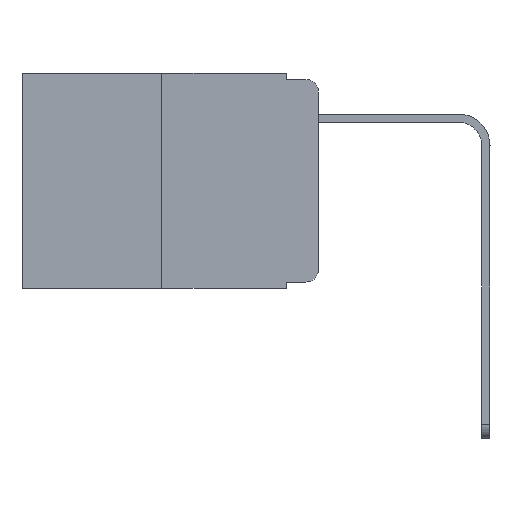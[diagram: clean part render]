
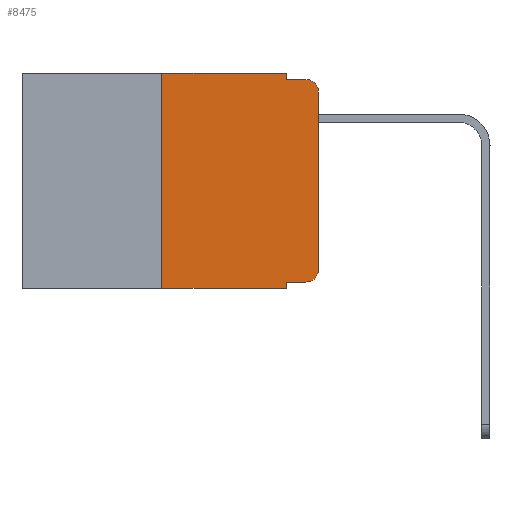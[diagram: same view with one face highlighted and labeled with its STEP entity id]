
A CAD part, left-side view. The second image highlights one B-rep face of the part: STEP entity #8475.
In plain terms, the highlighted planar face has unit normal (-1, 0, 0).
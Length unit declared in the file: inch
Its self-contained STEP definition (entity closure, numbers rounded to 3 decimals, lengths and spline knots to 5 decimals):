
#18 = CARTESIAN_POINT ( 'NONE',  ( 0., 0., -0.03 ) ) ;
#142 = CARTESIAN_POINT ( 'NONE',  ( 0., 0.051, 0. ) ) ;
#274 = CARTESIAN_POINT ( 'NONE',  ( 0., 0.051, -0.01 ) ) ;
#387 = VECTOR ( 'NONE', #6399, 39.37008 ) ;
#478 = VECTOR ( 'NONE', #6539, 39.37008 ) ;
#531 = VECTOR ( 'NONE', #5272, 39.37008 ) ;
#732 = CARTESIAN_POINT ( 'NONE',  ( 0., 0.051, -0.343 ) ) ;
#767 = DIRECTION ( 'NONE',  ( -1., 0., 0. ) ) ;
#838 = CARTESIAN_POINT ( 'NONE',  ( 0., 0.051, -0.01 ) ) ;
#1012 = CIRCLE ( 'NONE', #11072, 0.02 ) ;
#1053 = CARTESIAN_POINT ( 'NONE',  ( 0., 0.473, 0. ) ) ;
#1112 = EDGE_CURVE ( 'NONE', #1822, #11151, #5584, .T. ) ;
#1143 = ORIENTED_EDGE ( 'NONE', *, *, #4859, .F. ) ;
#1239 = VECTOR ( 'NONE', #6524, 39.37008 ) ;
#1298 = EDGE_CURVE ( 'NONE', #9459, #7133, #7032, .T. ) ;
#1466 = LINE ( 'NONE', #6744, #3784 ) ;
#1550 = CARTESIAN_POINT ( 'NONE',  ( 0., 0.473, 0. ) ) ;
#1565 = DIRECTION ( 'NONE',  ( -1., 0., 0. ) ) ;
#1587 = EDGE_CURVE ( 'NONE', #7917, #3086, #2385, .T. ) ;
#1630 = DIRECTION ( 'NONE',  ( 0., 0., -1. ) ) ;
#1725 = LINE ( 'NONE', #10019, #7044 ) ;
#1726 = AXIS2_PLACEMENT_3D ( 'NONE', #10643, #1565, #1630 ) ;
#1822 = VERTEX_POINT ( 'NONE', #8504 ) ;
#2385 = LINE ( 'NONE', #838, #1239 ) ;
#2734 = CARTESIAN_POINT ( 'NONE',  ( 0., 0.25, -0.343 ) ) ;
#3086 = VERTEX_POINT ( 'NONE', #3110 ) ;
#3110 = CARTESIAN_POINT ( 'NONE',  ( 0., 0.02, -0.01 ) ) ;
#3450 = CARTESIAN_POINT ( 'NONE',  ( 0., 0.473, -0.343 ) ) ;
#3510 = ORIENTED_EDGE ( 'NONE', *, *, #8657, .F. ) ;
#3784 = VECTOR ( 'NONE', #7690, 39.37008 ) ;
#3841 = LINE ( 'NONE', #3450, #531 ) ;
#3932 = LINE ( 'NONE', #5759, #6686 ) ;
#4351 = CARTESIAN_POINT ( 'NONE',  ( 0., 0., 0. ) ) ;
#4629 = DIRECTION ( 'NONE',  ( 0., 0., 1. ) ) ;
#4705 = VECTOR ( 'NONE', #9776, 39.37008 ) ;
#4859 = EDGE_CURVE ( 'NONE', #10897, #1822, #1725, .T. ) ;
#5081 = ORIENTED_EDGE ( 'NONE', *, *, #8029, .T. ) ;
#5272 = DIRECTION ( 'NONE',  ( 0., -1., 0. ) ) ;
#5378 = LINE ( 'NONE', #142, #478 ) ;
#5382 = EDGE_CURVE ( 'NONE', #10897, #8295, #3841, .T. ) ;
#5444 = ORIENTED_EDGE ( 'NONE', *, *, #1298, .T. ) ;
#5507 = CARTESIAN_POINT ( 'NONE',  ( 0., 0.02, -0.03 ) ) ;
#5584 = LINE ( 'NONE', #1053, #387 ) ;
#5759 = CARTESIAN_POINT ( 'NONE',  ( 0., 0.051, -0.333 ) ) ;
#5838 = ORIENTED_EDGE ( 'NONE', *, *, #1112, .F. ) ;
#6125 = DIRECTION ( 'NONE',  ( 0., 0., -1. ) ) ;
#6249 = VERTEX_POINT ( 'NONE', #7075 ) ;
#6272 = VERTEX_POINT ( 'NONE', #10721 ) ;
#6393 = CIRCLE ( 'NONE', #1726, 0.02 ) ;
#6399 = DIRECTION ( 'NONE',  ( 0., -1., 0. ) ) ;
#6429 = DIRECTION ( 'NONE',  ( 0., 0., -1. ) ) ;
#6524 = DIRECTION ( 'NONE',  ( 0., -1., 0. ) ) ;
#6539 = DIRECTION ( 'NONE',  ( 0., 0., -1. ) ) ;
#6686 = VECTOR ( 'NONE', #11375, 39.37008 ) ;
#6703 = CARTESIAN_POINT ( 'NONE',  ( 0., 0.051, 0. ) ) ;
#6727 = CARTESIAN_POINT ( 'NONE',  ( 0., 0., -0.313 ) ) ;
#6744 = CARTESIAN_POINT ( 'NONE',  ( 0., 0.051, 0. ) ) ;
#6979 = AXIS2_PLACEMENT_3D ( 'NONE', #1550, #11610, #6125 ) ;
#7032 = LINE ( 'NONE', #4351, #4705 ) ;
#7044 = VECTOR ( 'NONE', #4629, 39.37008 ) ;
#7075 = CARTESIAN_POINT ( 'NONE',  ( 0., 0.02, -0.333 ) ) ;
#7133 = VERTEX_POINT ( 'NONE', #18 ) ;
#7690 = DIRECTION ( 'NONE',  ( 0., 0., -1. ) ) ;
#7733 = ORIENTED_EDGE ( 'NONE', *, *, #10882, .T. ) ;
#7917 = VERTEX_POINT ( 'NONE', #274 ) ;
#7952 = PLANE ( 'NONE',  #6979 ) ;
#8029 = EDGE_CURVE ( 'NONE', #6272, #6249, #3932, .T. ) ;
#8176 = EDGE_CURVE ( 'NONE', #6249, #9459, #6393, .T. ) ;
#8295 = VERTEX_POINT ( 'NONE', #732 ) ;
#8331 = ORIENTED_EDGE ( 'NONE', *, *, #1587, .F. ) ;
#8475 = ADVANCED_FACE ( 'NONE', ( #9528 ), #7952, .F. ) ;
#8504 = CARTESIAN_POINT ( 'NONE',  ( 0., 0.25, 0. ) ) ;
#8657 = EDGE_CURVE ( 'NONE', #6272, #8295, #5378, .T. ) ;
#8886 = ORIENTED_EDGE ( 'NONE', *, *, #8176, .T. ) ;
#8908 = EDGE_CURVE ( 'NONE', #11151, #7917, #1466, .T. ) ;
#9459 = VERTEX_POINT ( 'NONE', #6727 ) ;
#9528 = FACE_OUTER_BOUND ( 'NONE', #10980, .T. ) ;
#9776 = DIRECTION ( 'NONE',  ( 0., 0., 1. ) ) ;
#10019 = CARTESIAN_POINT ( 'NONE',  ( 0., 0.25, 0. ) ) ;
#10545 = ORIENTED_EDGE ( 'NONE', *, *, #5382, .T. ) ;
#10643 = CARTESIAN_POINT ( 'NONE',  ( 0., 0.02, -0.313 ) ) ;
#10721 = CARTESIAN_POINT ( 'NONE',  ( 0., 0.051, -0.333 ) ) ;
#10882 = EDGE_CURVE ( 'NONE', #7133, #3086, #1012, .T. ) ;
#10897 = VERTEX_POINT ( 'NONE', #2734 ) ;
#10980 = EDGE_LOOP ( 'NONE', ( #5444, #7733, #8331, #11757, #5838, #1143, #10545, #3510, #5081, #8886 ) ) ;
#11072 = AXIS2_PLACEMENT_3D ( 'NONE', #5507, #767, #6429 ) ;
#11151 = VERTEX_POINT ( 'NONE', #6703 ) ;
#11375 = DIRECTION ( 'NONE',  ( 0., -1., 0. ) ) ;
#11610 = DIRECTION ( 'NONE',  ( 1., 0., 0. ) ) ;
#11757 = ORIENTED_EDGE ( 'NONE', *, *, #8908, .F. ) ;
